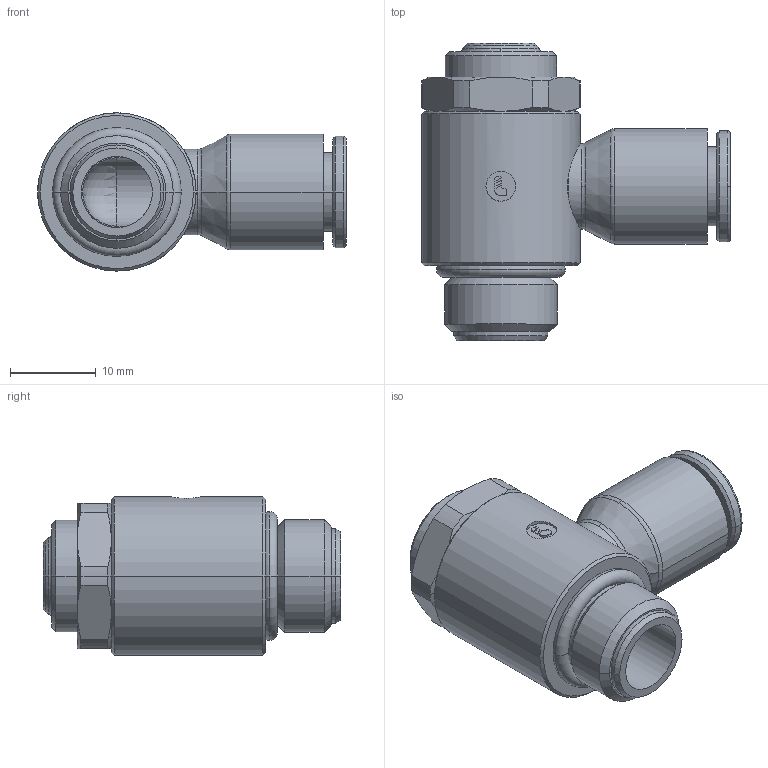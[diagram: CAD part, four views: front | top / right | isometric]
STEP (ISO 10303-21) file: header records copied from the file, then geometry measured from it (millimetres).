
FILE_DESCRIPTION(('STEP AP214'),'1');
FILE_NAME('7011_08_13.stp','2016-07-07T14:20:13',('TraceParts'),('TraceParts S.A.'),'Spatial InterOp 3D',' ',' ');
FILE_SCHEMA(('automotive_design'));
Length unit declared in the file: millimetre
Products named in the file (1): 1
Bounding box: 36.05 x 34.78 x 18.5 mm (x, y, z)
Volume: 7417.3 mm3; surface area: 4340.5 mm2
Topology: 1 solids, 2 shells, 130 faces, 316 edges, 194 vertices
Faces by surface type: cylinder 40, cone 36, plane 35, torus 14, sphere 5
Entity records: 4103 total; most frequent: CARTESIAN_POINT 1027, DIRECTION 694, ORIENTED_EDGE 620, EDGE_CURVE 310, AXIS2_PLACEMENT_3D 291, VERTEX_POINT 194, CIRCLE 160, EDGE_LOOP 144
